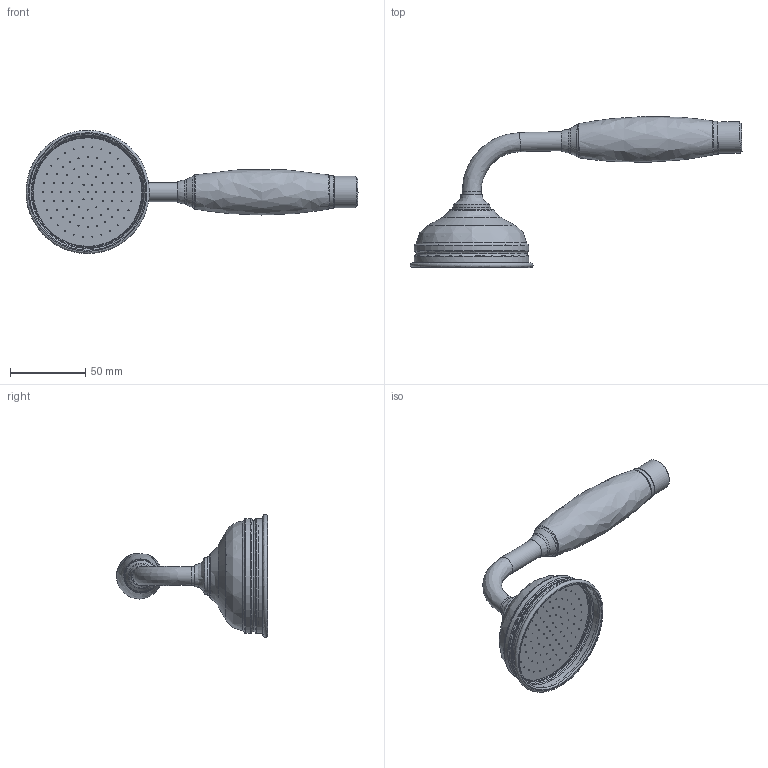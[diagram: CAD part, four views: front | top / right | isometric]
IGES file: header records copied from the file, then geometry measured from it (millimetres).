
Global section: file name: V256W-C-M-W; native system: Autodesk Inventor 2018; preprocessor: unknown; author: mblakey; date: 20190708.095321; units: millimetre
Bounding box: 221.05 x 100.65 x 82 mm (x, y, z)
Volume: 71342.5 mm3; surface area: 65018.6 mm2
Topology: 9 solids, 14 shells, 251 faces, 792 edges, 585 vertices
Faces by surface type: bspline 251
